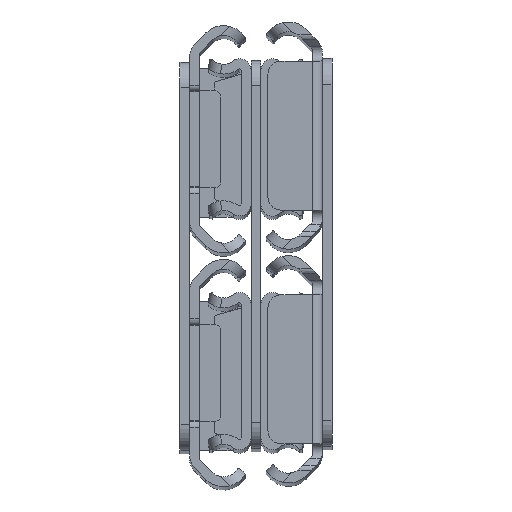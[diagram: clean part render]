
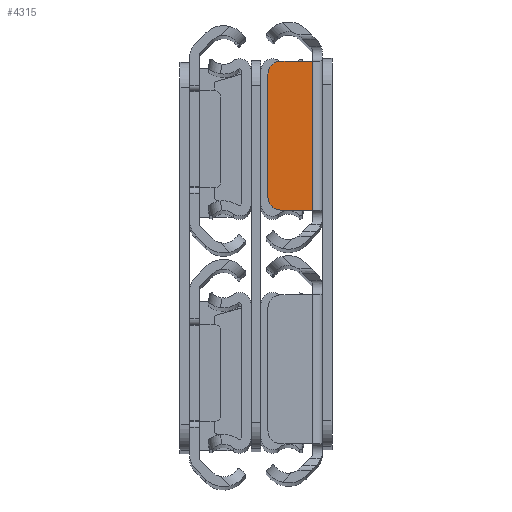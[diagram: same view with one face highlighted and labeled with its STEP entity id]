
A CAD part, top view. The second image highlights one B-rep face of the part: STEP entity #4315.
In plain terms, the highlighted face is planar.
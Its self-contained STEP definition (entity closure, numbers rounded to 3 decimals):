
#97 = CARTESIAN_POINT ( 'NONE',  ( 0., -11.5, -304.8 ) ) ;
#127 = CARTESIAN_POINT ( 'NONE',  ( 1.5, 12.665, -304.8 ) ) ;
#155 = DIRECTION ( 'NONE',  ( 0., 0., -1. ) ) ;
#169 = EDGE_LOOP ( 'NONE', ( #2829, #4496, #3089, #2852, #3737, #2645 ) ) ;
#478 = CARTESIAN_POINT ( 'NONE',  ( 1.5, -11.5, -304.8 ) ) ;
#1074 = VERTEX_POINT ( 'NONE', #97 ) ;
#1086 = CARTESIAN_POINT ( 'NONE',  ( 0., 11.5, -304.8 ) ) ;
#1217 = DIRECTION ( 'NONE',  ( -1., 0., 0. ) ) ;
#1351 = EDGE_CURVE ( 'NONE', #4000, #5795, #6031, .T. ) ;
#1355 = VECTOR ( 'NONE', #3557, 1000. ) ;
#1387 = VERTEX_POINT ( 'NONE', #2961 ) ;
#1482 = CIRCLE ( 'NONE', #4985, 2. ) ;
#1603 = VERTEX_POINT ( 'NONE', #6922 ) ;
#1712 = LINE ( 'NONE', #478, #4176 ) ;
#1983 = CARTESIAN_POINT ( 'NONE',  ( 4.9, -9.5, -304.8 ) ) ;
#2596 = PLANE ( 'NONE',  #4052 ) ;
#2645 = ORIENTED_EDGE ( 'NONE', *, *, #6289, .T. ) ;
#2829 = ORIENTED_EDGE ( 'NONE', *, *, #4276, .T. ) ;
#2841 = DIRECTION ( 'NONE',  ( 0., 0., -1. ) ) ;
#2852 = ORIENTED_EDGE ( 'NONE', *, *, #7286, .T. ) ;
#2961 = CARTESIAN_POINT ( 'NONE',  ( 6.9, 9.5, -304.8 ) ) ;
#3089 = ORIENTED_EDGE ( 'NONE', *, *, #1351, .T. ) ;
#3284 = DIRECTION ( 'NONE',  ( 1., 0., 0. ) ) ;
#3534 = CARTESIAN_POINT ( 'NONE',  ( 1.5, 11.5, -304.8 ) ) ;
#3557 = DIRECTION ( 'NONE',  ( 0., 1., 0. ) ) ;
#3644 = CARTESIAN_POINT ( 'NONE',  ( 6.9, -11.5, -304.8 ) ) ;
#3728 = CIRCLE ( 'NONE', #6953, 2. ) ;
#3737 = ORIENTED_EDGE ( 'NONE', *, *, #5801, .F. ) ;
#3810 = DIRECTION ( 'NONE',  ( 0., 0., 1. ) ) ;
#4000 = VERTEX_POINT ( 'NONE', #6236 ) ;
#4052 = AXIS2_PLACEMENT_3D ( 'NONE', #127, #3810, #3284 ) ;
#4176 = VECTOR ( 'NONE', #1217, 1000. ) ;
#4276 = EDGE_CURVE ( 'NONE', #7309, #1074, #1712, .T. ) ;
#4315 = ADVANCED_FACE ( 'NONE', ( #7893 ), #2596, .F. ) ;
#4345 = CARTESIAN_POINT ( 'NONE',  ( 4.9, 11.5, -304.8 ) ) ;
#4496 = ORIENTED_EDGE ( 'NONE', *, *, #6091, .T. ) ;
#4908 = DIRECTION ( 'NONE',  ( 0., 1., 0. ) ) ;
#4985 = AXIS2_PLACEMENT_3D ( 'NONE', #1983, #155, #6870 ) ;
#5388 = CARTESIAN_POINT ( 'NONE',  ( 4.9, 9.5, -304.8 ) ) ;
#5392 = DIRECTION ( 'NONE',  ( 1., 0., 0. ) ) ;
#5795 = VERTEX_POINT ( 'NONE', #4345 ) ;
#5801 = EDGE_CURVE ( 'NONE', #1603, #1387, #6795, .T. ) ;
#5840 = VECTOR ( 'NONE', #5392, 1000. ) ;
#6031 = LINE ( 'NONE', #3534, #5840 ) ;
#6091 = EDGE_CURVE ( 'NONE', #1074, #4000, #7843, .T. ) ;
#6118 = VECTOR ( 'NONE', #4908, 1000. ) ;
#6236 = CARTESIAN_POINT ( 'NONE',  ( 0., 11.5, -304.8 ) ) ;
#6289 = EDGE_CURVE ( 'NONE', #1603, #7309, #1482, .T. ) ;
#6795 = LINE ( 'NONE', #3644, #6118 ) ;
#6870 = DIRECTION ( 'NONE',  ( 1., 0., 0. ) ) ;
#6922 = CARTESIAN_POINT ( 'NONE',  ( 6.9, -9.5, -304.8 ) ) ;
#6953 = AXIS2_PLACEMENT_3D ( 'NONE', #5388, #2841, #7208 ) ;
#7208 = DIRECTION ( 'NONE',  ( 1., 0., 0. ) ) ;
#7286 = EDGE_CURVE ( 'NONE', #5795, #1387, #3728, .T. ) ;
#7309 = VERTEX_POINT ( 'NONE', #7779 ) ;
#7779 = CARTESIAN_POINT ( 'NONE',  ( 4.9, -11.5, -304.8 ) ) ;
#7843 = LINE ( 'NONE', #1086, #1355 ) ;
#7893 = FACE_OUTER_BOUND ( 'NONE', #169, .T. ) ;
